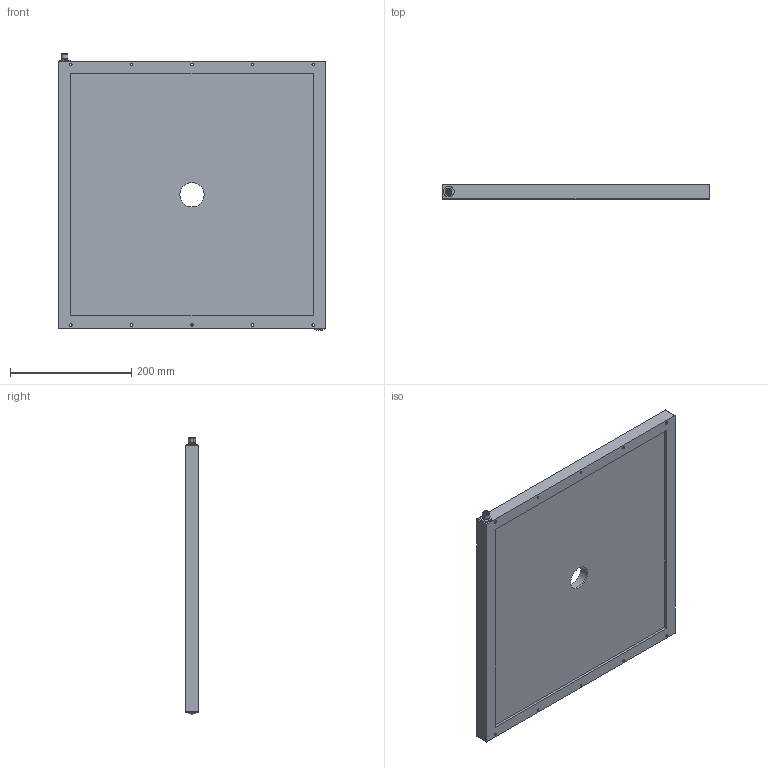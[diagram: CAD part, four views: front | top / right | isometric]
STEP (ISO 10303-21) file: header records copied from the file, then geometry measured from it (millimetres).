
FILE_DESCRIPTION (( 'STEP AP203' ), '1' );
FILE_NAME ('SPL-400X400x-C40.STEP', '2016-02-18T03:28:01', ( 'CCS Inc' ), ( 'CCS Inc' ), 'SwSTEP 2.0', 'SolidWorks 2011', '' );
FILE_SCHEMA (( 'CONFIG_CONTROL_DESIGN' ));
Length unit declared in the file: millimetre
Products named in the file (1): SPL-400X400x-C40
Bounding box: 440 x 23 x 456.94 mm (x, y, z)
Surface area: 445406.5 mm2 (no closed solid volume)
Topology: 0 solids, 6 shells, 187 faces, 449 edges, 291 vertices
Faces by surface type: plane 84, cylinder 76, cone 13, bspline 9, torus 4, sphere 1
Full cylindrical faces by diameter (mm): 0.434 x1, 1 x4, 1.3 x4, 1.7 x4, 4.2 x10, 10.7 x1, 15.038 x1, 18.7 x1, 40 x2, 54 x1
Entity records: 5588 total; most frequent: CARTESIAN_POINT 1251, DIRECTION 898, ORIENTED_EDGE 804, EDGE_CURVE 406, AXIS2_PLACEMENT_3D 349, VERTEX_POINT 287, EDGE_LOOP 273, FACE_OUTER_BOUND 222
